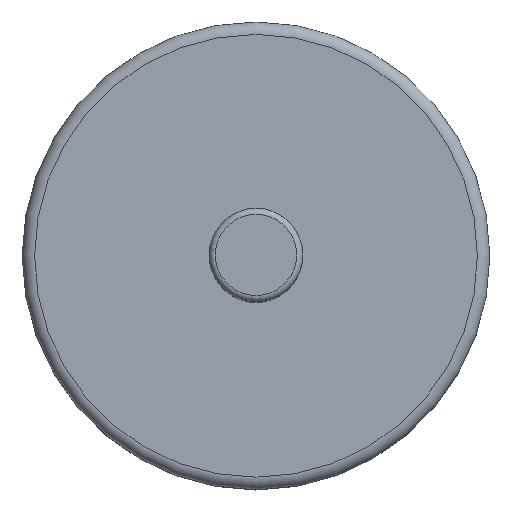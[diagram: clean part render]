
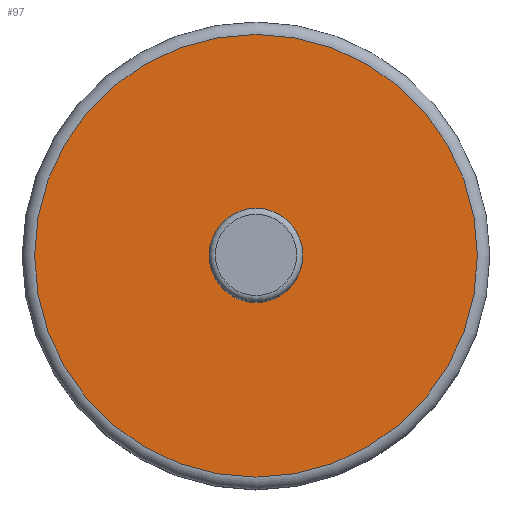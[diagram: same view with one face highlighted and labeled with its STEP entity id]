
A CAD part, top view. The second image highlights one B-rep face of the part: STEP entity #97.
In plain terms, the highlighted planar face has unit normal (0, 0, 1).
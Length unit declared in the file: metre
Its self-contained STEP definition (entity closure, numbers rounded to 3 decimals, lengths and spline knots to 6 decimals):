
#17=PLANE('',#123);
#23=ORIENTED_EDGE('',*,*,#38,.T.);
#24=ORIENTED_EDGE('',*,*,#39,.F.);
#38=EDGE_CURVE('',#46,#46,#54,.T.);
#39=EDGE_CURVE('',#47,#47,#55,.T.);
#46=VERTEX_POINT('',#184);
#47=VERTEX_POINT('',#186);
#54=CIRCLE('',#124,0.0355);
#55=CIRCLE('',#125,0.0075);
#63=EDGE_LOOP('',(#23));
#64=EDGE_LOOP('',(#24));
#79=FACE_BOUND('',#63,.T.);
#80=FACE_BOUND('',#64,.T.);
#97=ADVANCED_FACE('',(#79,#80),#17,.T.);
#123=AXIS2_PLACEMENT_3D('',#182,#147,#148);
#124=AXIS2_PLACEMENT_3D('',#183,#149,#150);
#125=AXIS2_PLACEMENT_3D('',#185,#151,#152);
#147=DIRECTION('',(0.,0.,1.));
#148=DIRECTION('',(1.,0.,0.));
#149=DIRECTION('',(0.,0.,1.));
#150=DIRECTION('',(1.,0.,0.));
#151=DIRECTION('',(0.,0.,1.));
#152=DIRECTION('',(1.,0.,0.));
#182=CARTESIAN_POINT('',(-0.015555,-0.002985,0.0025));
#183=CARTESIAN_POINT('',(-0.015555,-0.002985,0.0025));
#184=CARTESIAN_POINT('',(0.019945,-0.002985,0.0025));
#185=CARTESIAN_POINT('',(-0.015555,-0.002985,0.0025));
#186=CARTESIAN_POINT('',(-0.008055,-0.002985,0.0025));
